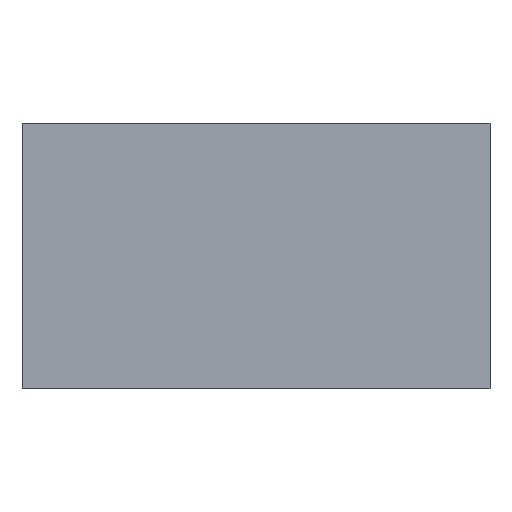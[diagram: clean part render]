
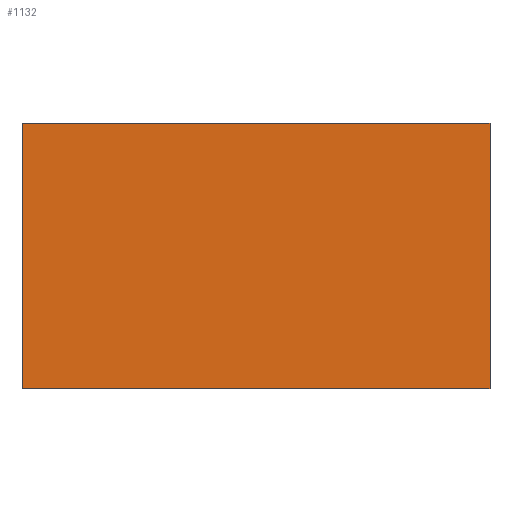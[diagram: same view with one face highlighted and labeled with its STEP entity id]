
A CAD part, front view. The second image highlights one B-rep face of the part: STEP entity #1132.
In plain terms, the highlighted planar face has unit normal (0, -1, 0).
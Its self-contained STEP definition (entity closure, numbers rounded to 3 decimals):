
#5 = VERTEX_POINT ( 'NONE', #961 ) ;
#15 = DIRECTION ( 'NONE',  ( 0., 0., 1. ) ) ;
#42 = LINE ( 'NONE', #531, #221 ) ;
#55 = EDGE_CURVE ( 'NONE', #85, #5, #42, .T. ) ;
#85 = VERTEX_POINT ( 'NONE', #721 ) ;
#102 = ORIENTED_EDGE ( 'NONE', *, *, #399, .F. ) ;
#129 = CARTESIAN_POINT ( 'NONE',  ( 1.675, -2.975, 0.5 ) ) ;
#181 = CARTESIAN_POINT ( 'NONE',  ( -1.675, -2.975, -1.4 ) ) ;
#207 = VECTOR ( 'NONE', #1095, 1000. ) ;
#221 = VECTOR ( 'NONE', #822, 1000. ) ;
#251 = AXIS2_PLACEMENT_3D ( 'NONE', #892, #884, #15 ) ;
#263 = ORIENTED_EDGE ( 'NONE', *, *, #1179, .T. ) ;
#283 = FACE_OUTER_BOUND ( 'NONE', #722, .T. ) ;
#300 = LINE ( 'NONE', #489, #1273 ) ;
#329 = CARTESIAN_POINT ( 'NONE',  ( 1.675, -2.975, 7.328 ) ) ;
#390 = ORIENTED_EDGE ( 'NONE', *, *, #663, .F. ) ;
#399 = EDGE_CURVE ( 'NONE', #85, #747, #300, .T. ) ;
#489 = CARTESIAN_POINT ( 'NONE',  ( -1.675, -2.975, 0.5 ) ) ;
#531 = CARTESIAN_POINT ( 'NONE',  ( -1.675, -2.975, 7.328 ) ) ;
#647 = VECTOR ( 'NONE', #680, 1000. ) ;
#663 = EDGE_CURVE ( 'NONE', #747, #1024, #693, .T. ) ;
#680 = DIRECTION ( 'NONE',  ( 1., 0., 0. ) ) ;
#693 = LINE ( 'NONE', #329, #207 ) ;
#721 = CARTESIAN_POINT ( 'NONE',  ( -1.675, -2.975, 0.5 ) ) ;
#722 = EDGE_LOOP ( 'NONE', ( #102, #729, #263, #390 ) ) ;
#729 = ORIENTED_EDGE ( 'NONE', *, *, #55, .T. ) ;
#747 = VERTEX_POINT ( 'NONE', #129 ) ;
#753 = CARTESIAN_POINT ( 'NONE',  ( 1.675, -2.975, -1.4 ) ) ;
#773 = LINE ( 'NONE', #181, #647 ) ;
#822 = DIRECTION ( 'NONE',  ( 0., 0., -1. ) ) ;
#884 = DIRECTION ( 'NONE',  ( 0., 1., 0. ) ) ;
#892 = CARTESIAN_POINT ( 'NONE',  ( -1.675, -2.975, 7.328 ) ) ;
#961 = CARTESIAN_POINT ( 'NONE',  ( -1.675, -2.975, -1.4 ) ) ;
#964 = DIRECTION ( 'NONE',  ( 1., 0., 0. ) ) ;
#1024 = VERTEX_POINT ( 'NONE', #753 ) ;
#1095 = DIRECTION ( 'NONE',  ( 0., 0., -1. ) ) ;
#1132 = ADVANCED_FACE ( 'NONE', ( #283 ), #1278, .F. ) ;
#1179 = EDGE_CURVE ( 'NONE', #5, #1024, #773, .T. ) ;
#1273 = VECTOR ( 'NONE', #964, 1000. ) ;
#1278 = PLANE ( 'NONE',  #251 ) ;
